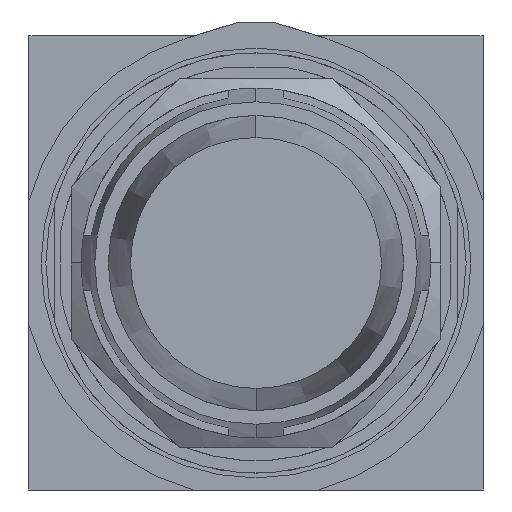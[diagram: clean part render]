
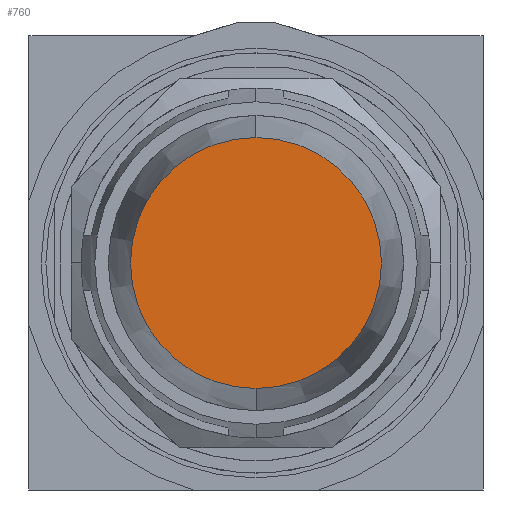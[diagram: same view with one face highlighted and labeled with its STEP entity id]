
A CAD part, front view. The second image highlights one B-rep face of the part: STEP entity #760.
In plain terms, the highlighted planar face has unit normal (0, -1, 0).
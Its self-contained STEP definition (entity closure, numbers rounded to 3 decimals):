
#740=CARTESIAN_POINT('POINT1101',(0.,-29.856,
   11.853));
#741=VERTEX_POINT('VERTEX1101',#740);
#742=CARTESIAN_POINT('POINT1102',(0.,-29.856,
   -11.853));
#743=VERTEX_POINT('VERTEX1102',#742);
#744=CARTESIAN_POINT('POS1693',(0.,-29.856,
   0.));
#745=DIRECTION('DIR2464',(0.,1.,
   0.));
#746=DIRECTION('DIR2465',(0.,0.,
   1.));
#747=AXIS2_PLACEMENT_3D('AXIS772',#744,#745,#746);
#748=CIRCLE('ELLIPSE354',#747,11.853);
#749=EDGE_CURVE('EDGE1683',#741,#743,#748,.T.);
#750=ORIENTED_EDGE('COEDGE3365',*,*,#749,.F.);
#751=EDGE_CURVE('EDGE1684',#743,#741,#748,.T.);
#752=ORIENTED_EDGE('COEDGE3366',*,*,#751,.F.);
#753=EDGE_LOOP('NONE',(#750,#752));
#754=FACE_BOUND('LOOP1',#753,.T.);
#755=CARTESIAN_POINT('POS1694',(0.,-29.856,
   5.926));
#756=DIRECTION('DIR2466',(0.,-1.,
   0.));
#757=DIRECTION('DIR2467',(1.,0.,
   0.));
#758=AXIS2_PLACEMENT_3D('AXIS773',#755,#756,#757);
#759=PLANE('PLANE274',#758);
#760=ADVANCED_FACE('FACE621',(#754),#759,.T.);
